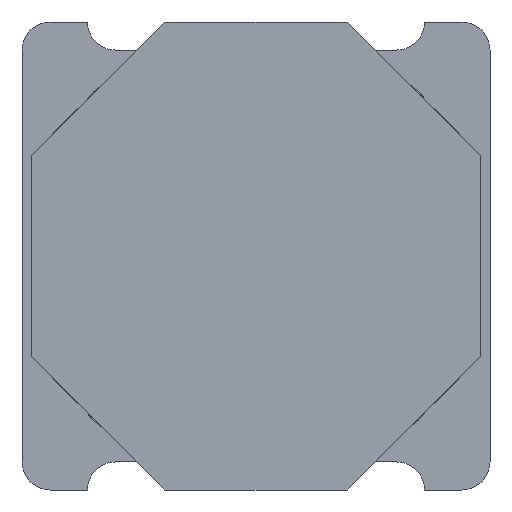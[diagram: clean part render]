
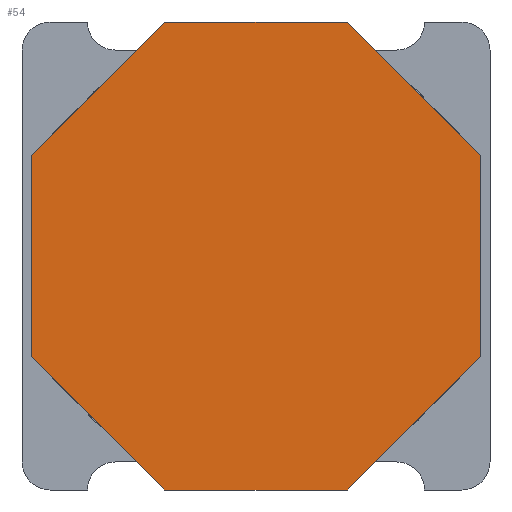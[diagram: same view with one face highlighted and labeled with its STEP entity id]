
A CAD part, front view. The second image highlights one B-rep face of the part: STEP entity #54.
In plain terms, the highlighted planar face has unit normal (0, -1, 0).
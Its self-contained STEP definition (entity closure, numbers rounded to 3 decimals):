
#54=ADVANCED_FACE('',(#134),#135,.F.);
#134=FACE_OUTER_BOUND('',#277,.T.);
#135=PLANE('',#278);
#277=EDGE_LOOP('',(#468,#469,#470,#471,#472,#473,#474,#475));
#278=AXIS2_PLACEMENT_3D('',#476,#477,#478);
#468=ORIENTED_EDGE('',*,*,#1029,.F.);
#469=ORIENTED_EDGE('',*,*,#1030,.F.);
#470=ORIENTED_EDGE('',*,*,#1031,.F.);
#471=ORIENTED_EDGE('',*,*,#1032,.F.);
#472=ORIENTED_EDGE('',*,*,#1033,.F.);
#473=ORIENTED_EDGE('',*,*,#1034,.F.);
#474=ORIENTED_EDGE('',*,*,#1035,.F.);
#475=ORIENTED_EDGE('',*,*,#1036,.F.);
#476=CARTESIAN_POINT('',(0.0,0.0,0.0));
#477=DIRECTION('',(-0.0,1.0,0.0));
#478=DIRECTION('',(1.0,0.0,0.0));
#1029=EDGE_CURVE('',#1249,#1250,#1251,.T.);
#1030=EDGE_CURVE('',#1252,#1249,#1253,.T.);
#1031=EDGE_CURVE('',#1254,#1252,#1255,.T.);
#1032=EDGE_CURVE('',#1256,#1254,#1257,.T.);
#1033=EDGE_CURVE('',#1258,#1256,#1259,.T.);
#1034=EDGE_CURVE('',#1260,#1258,#1261,.T.);
#1035=EDGE_CURVE('',#1262,#1260,#1263,.T.);
#1036=EDGE_CURVE('',#1250,#1262,#1264,.T.);
#1249=VERTEX_POINT('',#1629);
#1250=VERTEX_POINT('',#1630);
#1251=LINE('',#1631,#1632);
#1252=VERTEX_POINT('',#1633);
#1253=LINE('',#1634,#1635);
#1254=VERTEX_POINT('',#1636);
#1255=LINE('',#1637,#1638);
#1256=VERTEX_POINT('',#1639);
#1257=LINE('',#1640,#1641);
#1258=VERTEX_POINT('',#1642);
#1259=LINE('',#1643,#1644);
#1260=VERTEX_POINT('',#1645);
#1261=LINE('',#1646,#1647);
#1262=VERTEX_POINT('',#1648);
#1263=LINE('',#1649,#1650);
#1264=LINE('',#1651,#1652);
#1629=CARTESIAN_POINT('',(0.976,0.0,-2.5));
#1630=CARTESIAN_POINT('',(-0.976,0.0,-2.5));
#1631=CARTESIAN_POINT('',(0.976,0.0,-2.5));
#1632=VECTOR('',#2123,1.952);
#1633=CARTESIAN_POINT('',(2.4,0.0,-1.076));
#1634=CARTESIAN_POINT('',(2.4,0.0,-1.076));
#1635=VECTOR('',#2124,2.014);
#1636=CARTESIAN_POINT('',(2.4,0.0,1.076));
#1637=CARTESIAN_POINT('',(2.4,0.0,1.076));
#1638=VECTOR('',#2125,2.152);
#1639=CARTESIAN_POINT('',(0.976,0.0,2.5));
#1640=CARTESIAN_POINT('',(0.976,0.0,2.5));
#1641=VECTOR('',#2126,2.014);
#1642=CARTESIAN_POINT('',(-0.976,0.0,2.5));
#1643=CARTESIAN_POINT('',(-0.976,0.0,2.5));
#1644=VECTOR('',#2127,1.952);
#1645=CARTESIAN_POINT('',(-2.4,0.0,1.076));
#1646=CARTESIAN_POINT('',(-2.4,0.0,1.076));
#1647=VECTOR('',#2128,2.014);
#1648=CARTESIAN_POINT('',(-2.4,0.0,-1.076));
#1649=CARTESIAN_POINT('',(-2.4,0.0,-1.076));
#1650=VECTOR('',#2129,2.152);
#1651=CARTESIAN_POINT('',(-0.976,0.0,-2.5));
#1652=VECTOR('',#2130,2.014);
#2123=DIRECTION('',(-1.0,0.0,0.0));
#2124=DIRECTION('',(-0.707,0.0,-0.707));
#2125=DIRECTION('',(0.0,0.0,-1.0));
#2126=DIRECTION('',(0.707,0.0,-0.707));
#2127=DIRECTION('',(1.0,0.0,0.0));
#2128=DIRECTION('',(0.707,0.0,0.707));
#2129=DIRECTION('',(0.0,0.0,1.0));
#2130=DIRECTION('',(-0.707,0.0,0.707));
